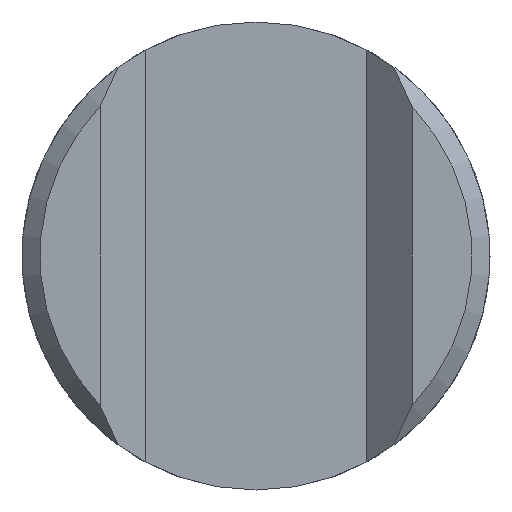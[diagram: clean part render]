
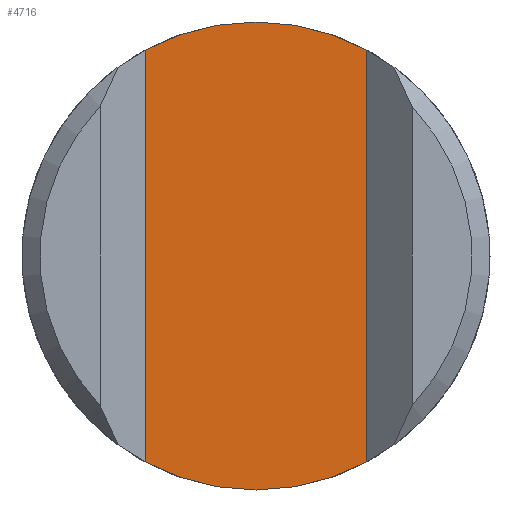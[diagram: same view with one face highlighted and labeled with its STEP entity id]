
A CAD part, front view. The second image highlights one B-rep face of the part: STEP entity #4716.
In plain terms, the highlighted planar face has unit normal (0, -1, 0).
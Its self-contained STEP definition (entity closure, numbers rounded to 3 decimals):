
#9 = DIRECTION ( 'NONE',  ( 0., 1., 0. ) ) ;
#143 = CIRCLE ( 'NONE', #516, 3.9 ) ;
#498 = EDGE_CURVE ( 'NONE', #5265, #2306, #1518, .T. ) ;
#516 = AXIS2_PLACEMENT_3D ( 'NONE', #2910, #2456, #4113 ) ;
#736 = DIRECTION ( 'NONE',  ( 0., 1., 0. ) ) ;
#867 = CIRCLE ( 'NONE', #2545, 3.9 ) ;
#870 = DIRECTION ( 'NONE',  ( 0., 1., 0. ) ) ;
#918 = CARTESIAN_POINT ( 'NONE',  ( 1.85, 0.75, -3.433 ) ) ;
#973 = AXIS2_PLACEMENT_3D ( 'NONE', #3148, #4011, #1430 ) ;
#983 = CARTESIAN_POINT ( 'NONE',  ( 0., 0.75, 0. ) ) ;
#1081 = CARTESIAN_POINT ( 'NONE',  ( -1.85, 0.75, -5. ) ) ;
#1145 = CARTESIAN_POINT ( 'NONE',  ( -1.85, 0.75, -5. ) ) ;
#1430 = DIRECTION ( 'NONE',  ( -1., 0., 0. ) ) ;
#1476 = FACE_OUTER_BOUND ( 'NONE', #5346, .T. ) ;
#1518 = LINE ( 'NONE', #1145, #5190 ) ;
#1580 = EDGE_CURVE ( 'NONE', #4647, #1675, #5299, .T. ) ;
#1622 = ORIENTED_EDGE ( 'NONE', *, *, #498, .F. ) ;
#1641 = VECTOR ( 'NONE', #4081, 1000. ) ;
#1675 = VERTEX_POINT ( 'NONE', #1965 ) ;
#1741 = ORIENTED_EDGE ( 'NONE', *, *, #2782, .F. ) ;
#1821 = ORIENTED_EDGE ( 'NONE', *, *, #2611, .F. ) ;
#1965 = CARTESIAN_POINT ( 'NONE',  ( 1.85, 0.75, 3.433 ) ) ;
#2020 = PLANE ( 'NONE',  #2559 ) ;
#2179 = CARTESIAN_POINT ( 'NONE',  ( 0., 0.75, 3.9 ) ) ;
#2256 = DIRECTION ( 'NONE',  ( -1., 0., 0. ) ) ;
#2273 = CARTESIAN_POINT ( 'NONE',  ( 0., 0.75, -3.9 ) ) ;
#2306 = VERTEX_POINT ( 'NONE', #4820 ) ;
#2375 = VERTEX_POINT ( 'NONE', #2179 ) ;
#2385 = DIRECTION ( 'NONE',  ( 0., 0., 1. ) ) ;
#2456 = DIRECTION ( 'NONE',  ( 0., 1., 0. ) ) ;
#2545 = AXIS2_PLACEMENT_3D ( 'NONE', #983, #9, #2256 ) ;
#2551 = CIRCLE ( 'NONE', #4072, 3.9 ) ;
#2559 = AXIS2_PLACEMENT_3D ( 'NONE', #1081, #736, #4456 ) ;
#2611 = EDGE_CURVE ( 'NONE', #2306, #2375, #867, .T. ) ;
#2639 = ORIENTED_EDGE ( 'NONE', *, *, #4328, .F. ) ;
#2782 = EDGE_CURVE ( 'NONE', #4476, #5265, #2551, .T. ) ;
#2816 = CARTESIAN_POINT ( 'NONE',  ( 1.85, 0.75, -5. ) ) ;
#2910 = CARTESIAN_POINT ( 'NONE',  ( 0., 0.75, 0. ) ) ;
#2984 = ORIENTED_EDGE ( 'NONE', *, *, #1580, .T. ) ;
#3148 = CARTESIAN_POINT ( 'NONE',  ( 0., 0.75, 0. ) ) ;
#3511 = DIRECTION ( 'NONE',  ( -1., 0., 0. ) ) ;
#3989 = CIRCLE ( 'NONE', #973, 3.9 ) ;
#4011 = DIRECTION ( 'NONE',  ( 0., 1., 0. ) ) ;
#4072 = AXIS2_PLACEMENT_3D ( 'NONE', #4781, #870, #3511 ) ;
#4081 = DIRECTION ( 'NONE',  ( 0., 0., 1. ) ) ;
#4113 = DIRECTION ( 'NONE',  ( -1., 0., 0. ) ) ;
#4273 = ORIENTED_EDGE ( 'NONE', *, *, #4854, .F. ) ;
#4328 = EDGE_CURVE ( 'NONE', #2375, #1675, #3989, .T. ) ;
#4456 = DIRECTION ( 'NONE',  ( -1., 0., 0. ) ) ;
#4476 = VERTEX_POINT ( 'NONE', #2273 ) ;
#4647 = VERTEX_POINT ( 'NONE', #918 ) ;
#4716 = ADVANCED_FACE ( 'NONE', ( #1476 ), #2020, .F. ) ;
#4781 = CARTESIAN_POINT ( 'NONE',  ( 0., 0.75, 0. ) ) ;
#4820 = CARTESIAN_POINT ( 'NONE',  ( -1.85, 0.75, 3.433 ) ) ;
#4854 = EDGE_CURVE ( 'NONE', #4647, #4476, #143, .T. ) ;
#5118 = CARTESIAN_POINT ( 'NONE',  ( -1.85, 0.75, -3.433 ) ) ;
#5190 = VECTOR ( 'NONE', #2385, 1000. ) ;
#5265 = VERTEX_POINT ( 'NONE', #5118 ) ;
#5299 = LINE ( 'NONE', #2816, #1641 ) ;
#5346 = EDGE_LOOP ( 'NONE', ( #1622, #1741, #4273, #2984, #2639, #1821 ) ) ;
